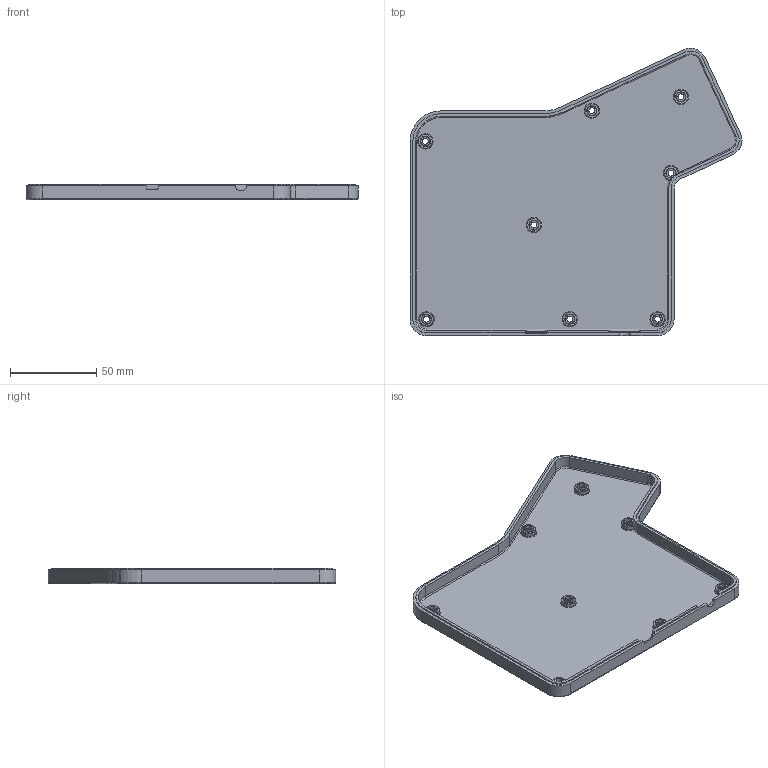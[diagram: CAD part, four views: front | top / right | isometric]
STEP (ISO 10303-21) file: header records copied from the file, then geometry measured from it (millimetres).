
FILE_DESCRIPTION (( 'STEP AP203' ), '1' );
FILE_NAME ('Flat_BottomRightCase.STEP', '2012-07-22T20:56:29', ( 'Dox' ), ( 'Microsoft' ), 'SwSTEP 2.0', 'SolidWorks 2011', '' );
FILE_SCHEMA (( 'CONFIG_CONTROL_DESIGN' ));
Length unit declared in the file: inch
Products named in the file (2): Flat_BottomRightCase; BottomCase
Assembly tree (1 placements, depth 2):
  Flat_BottomRightCase
    BottomCase
Bounding box: 192.12 x 166.29 x 8.87 mm (x, y, z)
Volume: 50153.7 mm3; surface area: 56819.9 mm2
Topology: 1 solids, 1 shells, 295 faces, 693 edges, 418 vertices
Faces by surface type: cylinder 133, torus 87, plane 67, bspline 8
Entity records: 8932 total; most frequent: CARTESIAN_POINT 1696, DIRECTION 1668, ORIENTED_EDGE 1378, AXIS2_PLACEMENT_3D 706, EDGE_CURVE 689, VERTEX_POINT 418, CIRCLE 415, EDGE_LOOP 333
